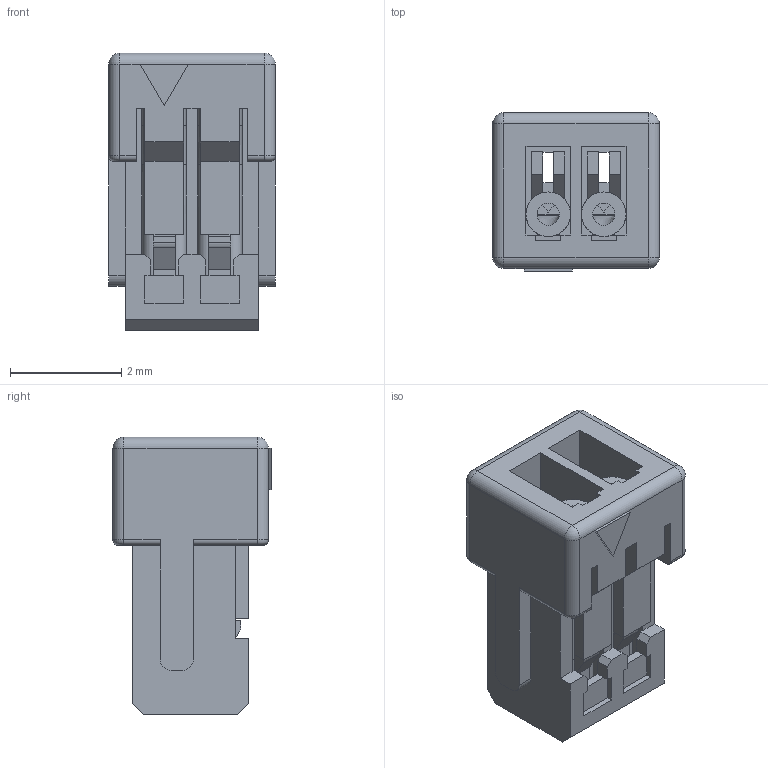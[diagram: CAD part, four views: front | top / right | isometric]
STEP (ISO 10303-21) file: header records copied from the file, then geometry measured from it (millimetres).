
FILE_DESCRIPTION(('STEP AP214'), '1');
FILE_NAME('SHR', '', ('UNSPECIFIED'), ('UNSPECIFIED'), 'ASCON STEP Converter 1.6', 'ASCON Math Kernel', '');
FILE_SCHEMA(('AUTOMOTIVE_DESIGN { 1 0 10303 214 3 1 1}'));
Length unit declared in the file: millimetre
Products named in the file (1): SHR
Bounding box: 3 x 2.85 x 5 mm (x, y, z)
Volume: 21.6 mm3; surface area: 155.6 mm2
Topology: 3 solids, 3 shells, 259 faces, 673 edges, 408 vertices
Faces by surface type: plane 206, cylinder 37, bspline 8, sphere 4, torus 4
Full cylindrical faces by diameter (mm): 0.4 x2, 0.8 x2
Entity records: 11334 total; most frequent: CARTESIAN_POINT 2990, ORIENTED_EDGE 1330, DIRECTION 1217, EDGE_CURVE 665, LINE 557, VECTOR 557, VERTEX_POINT 408, AXIS2_PLACEMENT_3D 330
